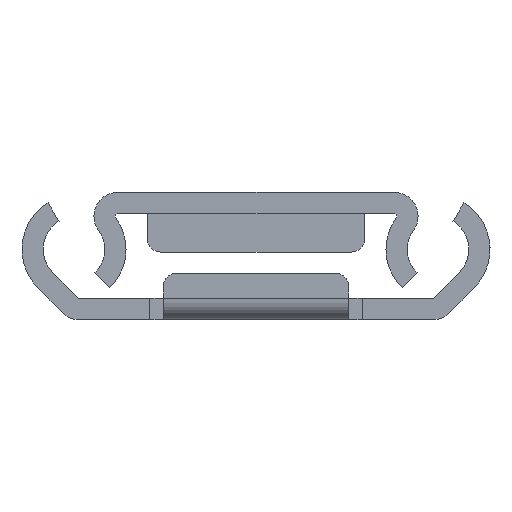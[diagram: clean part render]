
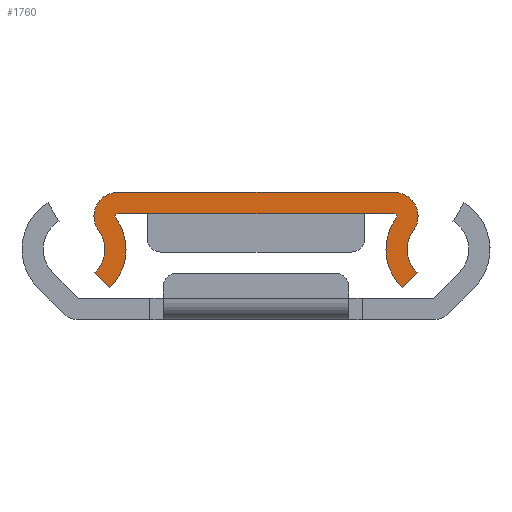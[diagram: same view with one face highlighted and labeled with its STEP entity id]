
A CAD part, left-side view. The second image highlights one B-rep face of the part: STEP entity #1760.
In plain terms, the highlighted planar face has unit normal (-1, 0, 0).
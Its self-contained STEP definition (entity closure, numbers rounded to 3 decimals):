
#50 = ORIENTED_EDGE ( 'NONE', *, *, #577, .T. ) ;
#58 = VERTEX_POINT ( 'NONE', #673 ) ;
#70 = DIRECTION ( 'NONE',  ( -1., 0., 0. ) ) ;
#97 = AXIS2_PLACEMENT_3D ( 'NONE', #1217, #3160, #2325 ) ;
#179 = CARTESIAN_POINT ( 'NONE',  ( 0., -10.425, 0. ) ) ;
#203 = CARTESIAN_POINT ( 'NONE',  ( 0., 13.8, -4.3 ) ) ;
#291 = CIRCLE ( 'NONE', #3060, 2.4 ) ;
#347 = CARTESIAN_POINT ( 'NONE',  ( 0., 10.425, -1.8 ) ) ;
#371 = EDGE_CURVE ( 'NONE', #1067, #870, #291, .T. ) ;
#420 = VERTEX_POINT ( 'NONE', #3935 ) ;
#554 = CIRCLE ( 'NONE', #3199, 4. ) ;
#577 = EDGE_CURVE ( 'NONE', #420, #2153, #4098, .T. ) ;
#621 = EDGE_CURVE ( 'NONE', #2153, #1231, #709, .T. ) ;
#649 = CARTESIAN_POINT ( 'NONE',  ( 0., 12.147, -6.04 ) ) ;
#673 = CARTESIAN_POINT ( 'NONE',  ( 0., -11.045, -7.2 ) ) ;
#674 = DIRECTION ( 'NONE',  ( 0., 0., -1. ) ) ;
#675 = ORIENTED_EDGE ( 'NONE', *, *, #2571, .F. ) ;
#709 = LINE ( 'NONE', #4129, #2320 ) ;
#835 = CARTESIAN_POINT ( 'NONE',  ( 0., -12.147, -6.04 ) ) ;
#836 = EDGE_CURVE ( 'NONE', #420, #1563, #4049, .T. ) ;
#870 = VERTEX_POINT ( 'NONE', #649 ) ;
#960 = CARTESIAN_POINT ( 'NONE',  ( 0., -10.425, -1.8 ) ) ;
#1015 = CARTESIAN_POINT ( 'NONE',  ( 0., 13.8, -4.3 ) ) ;
#1051 = EDGE_CURVE ( 'NONE', #870, #2354, #2517, .T. ) ;
#1067 = VERTEX_POINT ( 'NONE', #3262 ) ;
#1196 = CIRCLE ( 'NONE', #97, 0.2 ) ;
#1217 = CARTESIAN_POINT ( 'NONE',  ( 0., 10.425, -1.8 ) ) ;
#1231 = VERTEX_POINT ( 'NONE', #3749 ) ;
#1274 = DIRECTION ( 'NONE',  ( 0., 0., -1. ) ) ;
#1333 = DIRECTION ( 'NONE',  ( 0., 0., -1. ) ) ;
#1385 = VECTOR ( 'NONE', #3972, 1000. ) ;
#1537 = AXIS2_PLACEMENT_3D ( 'NONE', #1015, #3256, #1333 ) ;
#1563 = VERTEX_POINT ( 'NONE', #1960 ) ;
#1590 = EDGE_CURVE ( 'NONE', #3857, #58, #554, .T. ) ;
#1593 = CARTESIAN_POINT ( 'NONE',  ( 0., -10.425, -1.6 ) ) ;
#1669 = DIRECTION ( 'NONE',  ( -1., 0., 0. ) ) ;
#1673 = EDGE_CURVE ( 'NONE', #1678, #2933, #1196, .T. ) ;
#1678 = VERTEX_POINT ( 'NONE', #2939 ) ;
#1751 = CARTESIAN_POINT ( 'NONE',  ( 0., 0., -1.6 ) ) ;
#1760 = ADVANCED_FACE ( 'NONE', ( #4089 ), #1927, .F. ) ;
#1763 = DIRECTION ( 'NONE',  ( 0., 0., -1. ) ) ;
#1834 = ORIENTED_EDGE ( 'NONE', *, *, #1673, .T. ) ;
#1846 = LINE ( 'NONE', #835, #2590 ) ;
#1864 = DIRECTION ( 'NONE',  ( 0., 0., -1. ) ) ;
#1901 = CARTESIAN_POINT ( 'NONE',  ( 0., 10.425, -1.8 ) ) ;
#1927 = PLANE ( 'NONE',  #2267 ) ;
#1931 = CARTESIAN_POINT ( 'NONE',  ( 0., -13.8, -4.3 ) ) ;
#1936 = CARTESIAN_POINT ( 'NONE',  ( 0., 10.425, -1.6 ) ) ;
#1960 = CARTESIAN_POINT ( 'NONE',  ( 0., -12.147, -6.04 ) ) ;
#1961 = CARTESIAN_POINT ( 'NONE',  ( 0., -10.586, -1.919 ) ) ;
#1976 = VERTEX_POINT ( 'NONE', #1593 ) ;
#2108 = CIRCLE ( 'NONE', #2238, 1.8 ) ;
#2120 = DIRECTION ( 'NONE',  ( 1., 0., 0. ) ) ;
#2153 = VERTEX_POINT ( 'NONE', #179 ) ;
#2158 = ORIENTED_EDGE ( 'NONE', *, *, #1051, .T. ) ;
#2160 = ORIENTED_EDGE ( 'NONE', *, *, #4073, .F. ) ;
#2238 = AXIS2_PLACEMENT_3D ( 'NONE', #347, #2601, #674 ) ;
#2257 = ORIENTED_EDGE ( 'NONE', *, *, #2859, .F. ) ;
#2267 = AXIS2_PLACEMENT_3D ( 'NONE', #1901, #4109, #3219 ) ;
#2312 = CARTESIAN_POINT ( 'NONE',  ( 0., -13.8, -4.3 ) ) ;
#2320 = VECTOR ( 'NONE', #3033, 1000. ) ;
#2322 = ORIENTED_EDGE ( 'NONE', *, *, #3249, .F. ) ;
#2325 = DIRECTION ( 'NONE',  ( 0., 0., -1. ) ) ;
#2331 = ORIENTED_EDGE ( 'NONE', *, *, #836, .F. ) ;
#2354 = VERTEX_POINT ( 'NONE', #4021 ) ;
#2419 = VECTOR ( 'NONE', #4146, 1000. ) ;
#2517 = LINE ( 'NONE', #3842, #2419 ) ;
#2571 = EDGE_CURVE ( 'NONE', #1067, #1231, #2108, .T. ) ;
#2590 = VECTOR ( 'NONE', #3397, 1000. ) ;
#2601 = DIRECTION ( 'NONE',  ( 1., 0., 0. ) ) ;
#2795 = CIRCLE ( 'NONE', #1537, 4. ) ;
#2859 = EDGE_CURVE ( 'NONE', #3857, #1976, #3733, .T. ) ;
#2867 = DIRECTION ( 'NONE',  ( 0., 0., -1. ) ) ;
#2933 = VERTEX_POINT ( 'NONE', #1936 ) ;
#2939 = CARTESIAN_POINT ( 'NONE',  ( 0., 10.586, -1.919 ) ) ;
#3002 = ORIENTED_EDGE ( 'NONE', *, *, #371, .T. ) ;
#3004 = LINE ( 'NONE', #1751, #1385 ) ;
#3033 = DIRECTION ( 'NONE',  ( 0., 1., 0. ) ) ;
#3060 = AXIS2_PLACEMENT_3D ( 'NONE', #203, #2120, #1763 ) ;
#3118 = EDGE_CURVE ( 'NONE', #1976, #2933, #3004, .T. ) ;
#3160 = DIRECTION ( 'NONE',  ( 1., 0., 0. ) ) ;
#3199 = AXIS2_PLACEMENT_3D ( 'NONE', #1931, #1669, #1864 ) ;
#3208 = DIRECTION ( 'NONE',  ( -1., 0., 0. ) ) ;
#3219 = DIRECTION ( 'NONE',  ( 0., 0., -1. ) ) ;
#3221 = AXIS2_PLACEMENT_3D ( 'NONE', #960, #3208, #1274 ) ;
#3249 = EDGE_CURVE ( 'NONE', #1563, #58, #1846, .T. ) ;
#3256 = DIRECTION ( 'NONE',  ( 1., 0., 0. ) ) ;
#3262 = CARTESIAN_POINT ( 'NONE',  ( 0., 11.871, -2.871 ) ) ;
#3346 = DIRECTION ( 'NONE',  ( 0., 0., -1. ) ) ;
#3397 = DIRECTION ( 'NONE',  ( 0., 0.689, -0.725 ) ) ;
#3505 = DIRECTION ( 'NONE',  ( -1., 0., 0. ) ) ;
#3518 = ORIENTED_EDGE ( 'NONE', *, *, #1590, .T. ) ;
#3522 = AXIS2_PLACEMENT_3D ( 'NONE', #2312, #70, #2867 ) ;
#3571 = CARTESIAN_POINT ( 'NONE',  ( 0., -10.425, -1.8 ) ) ;
#3733 = CIRCLE ( 'NONE', #3221, 0.2 ) ;
#3749 = CARTESIAN_POINT ( 'NONE',  ( 0., 10.425, 0. ) ) ;
#3842 = CARTESIAN_POINT ( 'NONE',  ( 0., 12.147, -6.04 ) ) ;
#3857 = VERTEX_POINT ( 'NONE', #1961 ) ;
#3935 = CARTESIAN_POINT ( 'NONE',  ( 0., -11.871, -2.871 ) ) ;
#3936 = ORIENTED_EDGE ( 'NONE', *, *, #3118, .F. ) ;
#3969 = ORIENTED_EDGE ( 'NONE', *, *, #621, .T. ) ;
#3972 = DIRECTION ( 'NONE',  ( 0., 1., 0. ) ) ;
#4021 = CARTESIAN_POINT ( 'NONE',  ( 0., 11.045, -7.2 ) ) ;
#4027 = AXIS2_PLACEMENT_3D ( 'NONE', #3571, #3505, #3346 ) ;
#4049 = CIRCLE ( 'NONE', #3522, 2.4 ) ;
#4057 = EDGE_LOOP ( 'NONE', ( #3936, #2257, #3518, #2322, #2331, #50, #3969, #675, #3002, #2158, #2160, #1834 ) ) ;
#4073 = EDGE_CURVE ( 'NONE', #1678, #2354, #2795, .T. ) ;
#4089 = FACE_OUTER_BOUND ( 'NONE', #4057, .T. ) ;
#4098 = CIRCLE ( 'NONE', #4027, 1.8 ) ;
#4109 = DIRECTION ( 'NONE',  ( 1., 0., 0. ) ) ;
#4129 = CARTESIAN_POINT ( 'NONE',  ( 0., 0., 0. ) ) ;
#4146 = DIRECTION ( 'NONE',  ( 0., -0.689, -0.725 ) ) ;
